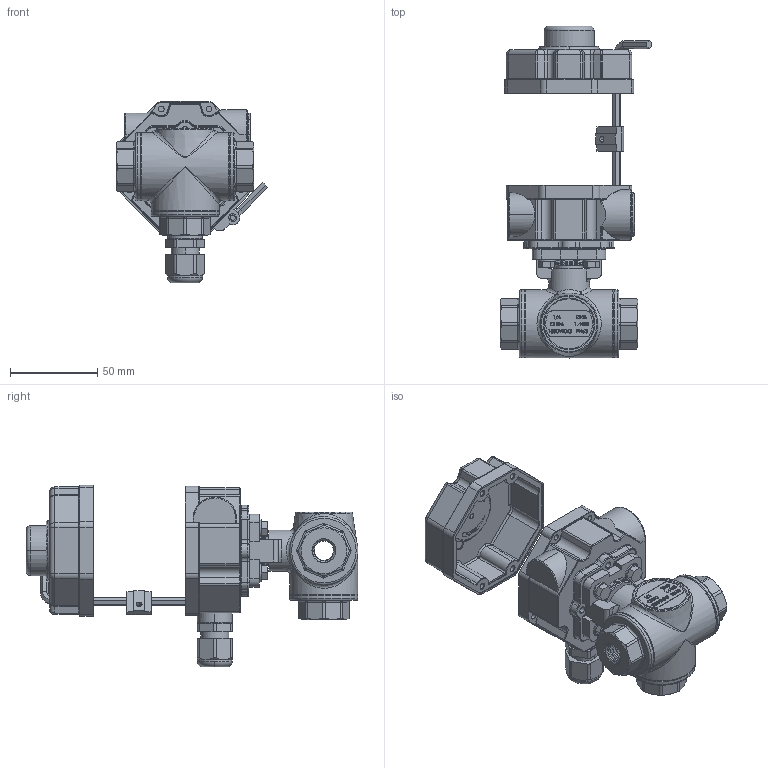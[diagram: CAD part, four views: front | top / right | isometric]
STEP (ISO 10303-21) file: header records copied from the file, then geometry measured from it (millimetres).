
FILE_DESCRIPTION(/* description */ ('Unknown'),/* implementation_level */ '2;1');
FILE_NAME(/* name */ 'AE03 9334_9335-02',/* time_stamp */ '2023-07-18T13:16:01+02:00',/* author */ ('Unknown'),/* organization */ ('Unknown'),/* preprocessor_version */ 'ST-DEVELOPER v18.102',/* originating_system */ 'Solid Edge',/* authorisation */ 'Unknown');
FILE_SCHEMA (('AUTOMOTIVE_DESIGN {1 0 10303 214 3 1 1}'));
Products named in the file (24): AE24-8.303_308.010; DIN558 M5x18; 8.303_308.010; DIN125-5_3.1.3; AE03; ZZ齿轮箱与电机部件; 萇儂窒蚾; 隅赽窒蚾; ZZ萇儂眊; ZZ倰梓僅啣; ZZ倰硌渀; G1-4盄坶; 盄坶1; 盄坶2; 萇蚾裔窒璃; ZZ萇蚾裔; 萇蚾裔蝶菜; ZZ芧弝欶俋倛; zz喘謫眊; ZZ倰堤薯粣; TC20X28X6; 蝶裔; 忒梟嘐隅輸; 售忒
Assembly tree (29 placements, depth 6):
  AE24-8.303_308.010
    DIN558 M5x18  x4
    8.303_308.010
    DIN125-5_3.1.3  x4
    AE03
      ZZ齿轮箱与电机部件
        萇儂窒蚾
          隅赽窒蚾
            ZZ萇儂眊
        ZZ倰梓僅啣
        ZZ倰硌渀
        G1-4盄坶
          盄坶1
          盄坶2
        萇蚾裔窒璃
          ZZ萇蚾裔
          萇蚾裔蝶菜
          ZZ芧弝欶俋倛
        zz喘謫眊
        ZZ倰堤薯粣
        TC20X28X6
      蝶裔
      忒梟嘐隅輸
      售忒
Bounding box: 86.96 x 190.18 x 104 mm (x, y, z)
Volume: 281921.4 mm3; surface area: 104606 mm2
Topology: 22 solids, 39 shells, 2519 faces, 6286 edges, 3915 vertices
Faces by surface type: cylinder 892, plane 889, torus 412, bspline 223, cone 59, sphere 44
Full cylindrical faces by diameter (mm): 3.102 x1, 5 x4, 5.3 x4, 10 x4, 11 x2, 15.7 x1, 18 x1, 23.5 x1, 25.94 x2, 27 x1, 39 x5
Entity records: 106390 total; most frequent: CARTESIAN_POINT 49078, ORIENTED_EDGE 12136, DIRECTION 11303, EDGE_CURVE 6068, AXIS2_PLACEMENT_3D 4249, VERTEX_POINT 3842, LINE 2805, VECTOR 2805
